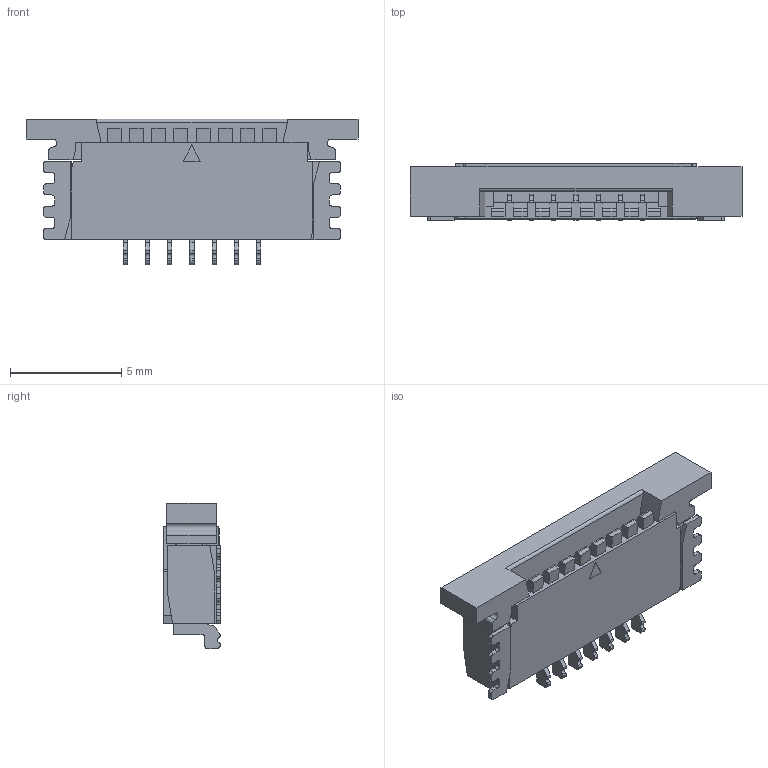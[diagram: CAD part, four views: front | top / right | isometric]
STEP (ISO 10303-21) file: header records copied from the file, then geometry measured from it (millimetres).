
FILE_DESCRIPTION((''),'2;1');
FILE_NAME('C-84952-7','2009-05-28T',('workeradm'),(''),'PRO/ENGINEER BY PARAMETRIC TECHNOLOGY CORPORATION, 2008380','PRO/ENGINEER BY PARAMETRIC TECHNOLOGY CORPORATION, 2008380','');
FILE_SCHEMA(('AUTOMOTIVE_DESIGN { 1 0 10303 214 1 1 1 1 }'));
Length unit declared in the file: millimetre
Products named in the file (1): C-84952-7
Bounding box: 14.92 x 2.56 x 6.54 mm (x, y, z)
Volume: 137.7 mm3; surface area: 433.2 mm2
Topology: 1 solids, 1 shells, 477 faces, 1395 edges, 917 vertices
Faces by surface type: plane 340, cylinder 137
Entity records: 15789 total; most frequent: CARTESIAN_POINT 2806, ORIENTED_EDGE 2790, DIRECTION 2619, EDGE_CURVE 1395, VECTOR 1121, LINE 1121, VERTEX_POINT 917, AXIS2_PLACEMENT_3D 749
